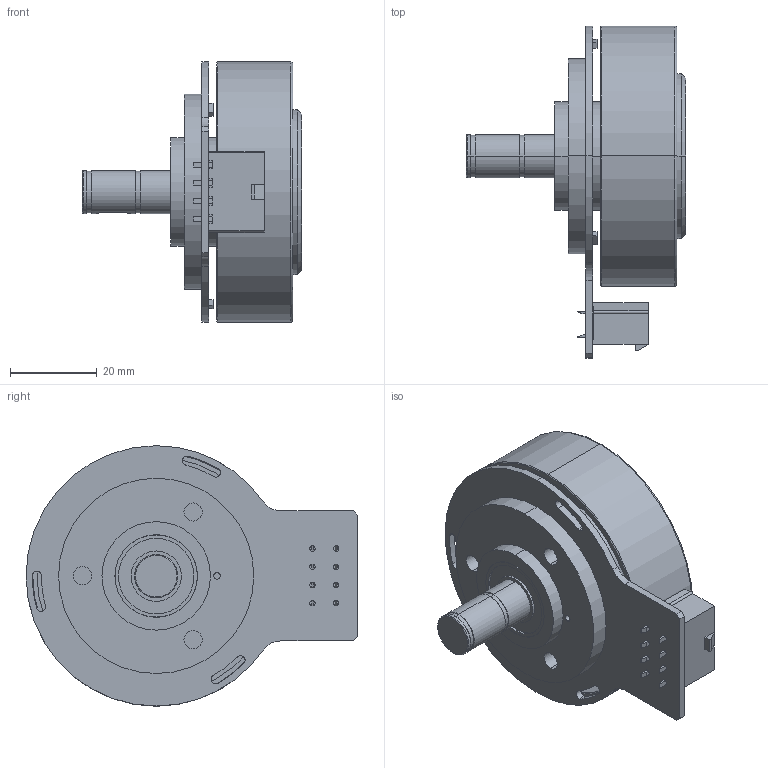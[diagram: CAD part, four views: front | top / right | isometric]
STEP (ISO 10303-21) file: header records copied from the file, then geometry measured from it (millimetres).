
FILE_DESCRIPTION (( 'STEP AP203' ), '1' );
FILE_NAME ('NBL6025.STEP', '2019-12-16T08:35:14', ( '' ), ( '' ), 'SwSTEP 2.0', 'SolidWorks 2015', '' );
FILE_SCHEMA (( 'CONFIG_CONTROL_DESIGN' ));
Length unit declared in the file: millimetre
Products named in the file (7): 假蚾啣; NBL6025; PCB; 6800ZZ; 039281083; 儂褲; 粣
Assembly tree (6 placements, depth 2):
  NBL6025
    PCB
    儂褲
    假蚾啣
    粣
    039281083
    6800ZZ
Bounding box: 50.5 x 76.5 x 60.06 mm (x, y, z)
Volume: 32008.6 mm3; surface area: 30189.4 mm2
Topology: 6 solids, 6 shells, 437 faces, 1103 edges, 729 vertices
Faces by surface type: plane 289, cylinder 132, torus 8, cone 8
Entity records: 13991 total; most frequent: CARTESIAN_POINT 2330, DIRECTION 2276, ORIENTED_EDGE 2206, EDGE_CURVE 1103, LINE 814, VECTOR 814, AXIS2_PLACEMENT_3D 731, VERTEX_POINT 729
